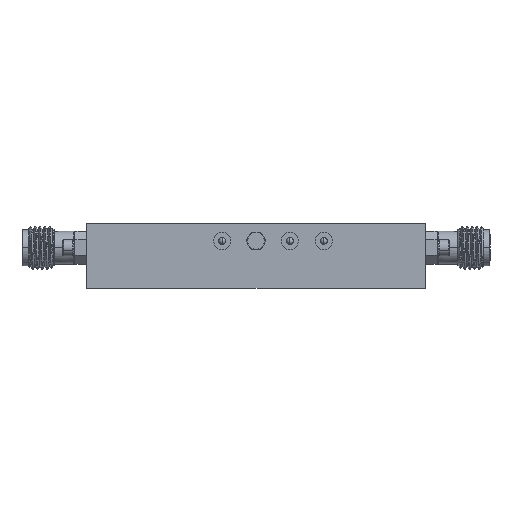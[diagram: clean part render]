
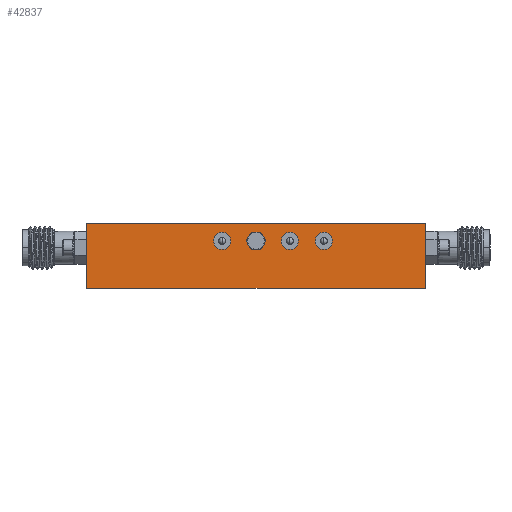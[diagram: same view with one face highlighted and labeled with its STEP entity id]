
A CAD part, front view. The second image highlights one B-rep face of the part: STEP entity #42837.
In plain terms, the highlighted planar face has unit normal (0, -1, 0).
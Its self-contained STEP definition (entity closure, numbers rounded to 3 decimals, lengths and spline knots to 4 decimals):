
#1029 = LINE ( 'NONE', #50160, #65783 ) ;
#1041 = CARTESIAN_POINT ( 'NONE',  ( -0.9843, -0.9843, -0.374 ) ) ;
#1750 = DIRECTION ( 'NONE',  ( 0., 0., -1. ) ) ;
#1997 = DIRECTION ( 'NONE',  ( 0., -1., 0. ) ) ;
#2405 = CIRCLE ( 'NONE', #42573, 0.05 ) ;
#2512 = DIRECTION ( 'NONE',  ( -1., 0., 0. ) ) ;
#3064 = CARTESIAN_POINT ( 'NONE',  ( 0.0289, -0.9843, -0.1484 ) ) ;
#3248 = LINE ( 'NONE', #23839, #51377 ) ;
#3646 = DIRECTION ( 'NONE',  ( -0.5, 0., 0.866 ) ) ;
#4414 = DIRECTION ( 'NONE',  ( 0., 0., -1. ) ) ;
#4939 = VECTOR ( 'NONE', #2512, 39.3701 ) ;
#6420 = DIRECTION ( 'NONE',  ( 1., 0., 0. ) ) ;
#6535 = CARTESIAN_POINT ( 'NONE',  ( 0.9843, -0.9843, -0.374 ) ) ;
#6546 = ORIENTED_EDGE ( 'NONE', *, *, #30638, .F. ) ;
#6906 = LINE ( 'NONE', #57428, #4939 ) ;
#7039 = EDGE_LOOP ( 'NONE', ( #76132, #36821, #36075, #7529, #6546, #51466 ) ) ;
#7529 = ORIENTED_EDGE ( 'NONE', *, *, #11213, .F. ) ;
#7840 = VECTOR ( 'NONE', #16703, 39.3701 ) ;
#8333 = CARTESIAN_POINT ( 'NONE',  ( -0.0289, -0.9843, -0.0484 ) ) ;
#9603 = CARTESIAN_POINT ( 'NONE',  ( -0.0289, -0.9843, -0.1484 ) ) ;
#9642 = LINE ( 'NONE', #32337, #70443 ) ;
#10157 = AXIS2_PLACEMENT_3D ( 'NONE', #78664, #79743, #48248 ) ;
#11109 = EDGE_LOOP ( 'NONE', ( #22139, #39395 ) ) ;
#11213 = EDGE_CURVE ( 'NONE', #72030, #74801, #6906, .T. ) ;
#11456 = DIRECTION ( 'NONE',  ( 0., -1., 0. ) ) ;
#12242 = VERTEX_POINT ( 'NONE', #21525 ) ;
#12546 = CARTESIAN_POINT ( 'NONE',  ( 0.1969, -0.9843, -0.1484 ) ) ;
#12567 = CARTESIAN_POINT ( 'NONE',  ( -0.1969, -0.9843, -0.0984 ) ) ;
#12834 = CARTESIAN_POINT ( 'NONE',  ( 0.3937, -0.9843, -0.0484 ) ) ;
#13241 = CARTESIAN_POINT ( 'NONE',  ( 0.1969, -0.9843, -0.0484 ) ) ;
#13798 = CIRCLE ( 'NONE', #35855, 0.05 ) ;
#14759 = CARTESIAN_POINT ( 'NONE',  ( -0.1969, -0.9843, -0.0484 ) ) ;
#15292 = EDGE_CURVE ( 'NONE', #52663, #49891, #48509, .T. ) ;
#16380 = VERTEX_POINT ( 'NONE', #43160 ) ;
#16434 = DIRECTION ( 'NONE',  ( 0., -1., 0. ) ) ;
#16500 = EDGE_LOOP ( 'NONE', ( #69711, #74811, #71227, #16911 ) ) ;
#16669 = VERTEX_POINT ( 'NONE', #3064 ) ;
#16703 = DIRECTION ( 'NONE',  ( -0.5, 0., -0.866 ) ) ;
#16911 = ORIENTED_EDGE ( 'NONE', *, *, #74547, .T. ) ;
#17028 = CARTESIAN_POINT ( 'NONE',  ( -0.9843, -0.9843, -0.374 ) ) ;
#17535 = VERTEX_POINT ( 'NONE', #12546 ) ;
#18483 = EDGE_CURVE ( 'NONE', #56254, #17535, #13798, .T. ) ;
#19400 = CARTESIAN_POINT ( 'NONE',  ( 0.0289, -0.9843, -0.0484 ) ) ;
#19691 = DIRECTION ( 'NONE',  ( 0., 0., 1. ) ) ;
#21525 = CARTESIAN_POINT ( 'NONE',  ( 0.0577, -0.9843, -0.0984 ) ) ;
#22139 = ORIENTED_EDGE ( 'NONE', *, *, #15292, .F. ) ;
#22854 = VECTOR ( 'NONE', #6420, 39.3701 ) ;
#23337 = ORIENTED_EDGE ( 'NONE', *, *, #34478, .F. ) ;
#23839 = CARTESIAN_POINT ( 'NONE',  ( -0.0289, -0.9843, -0.1484 ) ) ;
#24399 = DIRECTION ( 'NONE',  ( 1., 0., 0. ) ) ;
#24815 = CARTESIAN_POINT ( 'NONE',  ( 0.1969, -0.9843, -0.0984 ) ) ;
#25472 = EDGE_CURVE ( 'NONE', #74801, #16380, #69682, .T. ) ;
#26703 = VECTOR ( 'NONE', #19691, 39.3701 ) ;
#28590 = AXIS2_PLACEMENT_3D ( 'NONE', #79517, #67739, #4414 ) ;
#28948 = FACE_BOUND ( 'NONE', #32537, .T. ) ;
#29039 = CARTESIAN_POINT ( 'NONE',  ( -0.1969, -0.9843, -0.0984 ) ) ;
#30114 = CARTESIAN_POINT ( 'NONE',  ( -0.0289, -0.9843, -0.0484 ) ) ;
#30638 = EDGE_CURVE ( 'NONE', #12242, #72030, #39611, .T. ) ;
#30682 = VERTEX_POINT ( 'NONE', #17028 ) ;
#31155 = DIRECTION ( 'NONE',  ( 0., 0., -1. ) ) ;
#31900 = AXIS2_PLACEMENT_3D ( 'NONE', #73429, #16434, #79214 ) ;
#32337 = CARTESIAN_POINT ( 'NONE',  ( -0.0577, -0.9843, -0.0984 ) ) ;
#32537 = EDGE_LOOP ( 'NONE', ( #79849, #61581 ) ) ;
#32604 = CIRCLE ( 'NONE', #56423, 0.05 ) ;
#32616 = LINE ( 'NONE', #6535, #26703 ) ;
#32819 = DIRECTION ( 'NONE',  ( 0., 0., 1. ) ) ;
#32892 = VERTEX_POINT ( 'NONE', #12834 ) ;
#33635 = LINE ( 'NONE', #37658, #22854 ) ;
#34478 = EDGE_CURVE ( 'NONE', #39445, #32892, #39531, .T. ) ;
#35615 = DIRECTION ( 'NONE',  ( 0., -1., 0. ) ) ;
#35855 = AXIS2_PLACEMENT_3D ( 'NONE', #24815, #11456, #31155 ) ;
#36075 = ORIENTED_EDGE ( 'NONE', *, *, #25472, .F. ) ;
#36126 = VECTOR ( 'NONE', #32819, 39.3701 ) ;
#36189 = PLANE ( 'NONE',  #28590 ) ;
#36556 = CIRCLE ( 'NONE', #10157, 0.05 ) ;
#36821 = ORIENTED_EDGE ( 'NONE', *, *, #58229, .F. ) ;
#37658 = CARTESIAN_POINT ( 'NONE',  ( -0.9843, -0.9843, 0. ) ) ;
#39395 = ORIENTED_EDGE ( 'NONE', *, *, #64897, .F. ) ;
#39445 = VERTEX_POINT ( 'NONE', #59462 ) ;
#39531 = CIRCLE ( 'NONE', #31900, 0.05 ) ;
#39611 = LINE ( 'NONE', #66430, #78897 ) ;
#42543 = LINE ( 'NONE', #55660, #50458 ) ;
#42573 = AXIS2_PLACEMENT_3D ( 'NONE', #71073, #1997, #1750 ) ;
#42837 = ADVANCED_FACE ( 'NONE', ( #28948, #61334, #75036, #66283, #45689 ), #36189, .T. ) ;
#43082 = AXIS2_PLACEMENT_3D ( 'NONE', #29039, #35615, #79504 ) ;
#43160 = CARTESIAN_POINT ( 'NONE',  ( -0.0577, -0.9843, -0.0984 ) ) ;
#44672 = EDGE_CURVE ( 'NONE', #46090, #16669, #3248, .T. ) ;
#45311 = VERTEX_POINT ( 'NONE', #51558 ) ;
#45689 = FACE_BOUND ( 'NONE', #7039, .T. ) ;
#46090 = VERTEX_POINT ( 'NONE', #9603 ) ;
#48248 = DIRECTION ( 'NONE',  ( 0., 0., -1. ) ) ;
#48509 = CIRCLE ( 'NONE', #43082, 0.05 ) ;
#49502 = CARTESIAN_POINT ( 'NONE',  ( 0.9843, -0.9843, 0. ) ) ;
#49891 = VERTEX_POINT ( 'NONE', #14759 ) ;
#50160 = CARTESIAN_POINT ( 'NONE',  ( 0.0289, -0.9843, -0.1484 ) ) ;
#50458 = VECTOR ( 'NONE', #75291, 39.3701 ) ;
#50603 = VERTEX_POINT ( 'NONE', #72937 ) ;
#51377 = VECTOR ( 'NONE', #24399, 39.3701 ) ;
#51466 = ORIENTED_EDGE ( 'NONE', *, *, #77481, .F. ) ;
#51558 = CARTESIAN_POINT ( 'NONE',  ( -0.9843, -0.9843, 0. ) ) ;
#52663 = VERTEX_POINT ( 'NONE', #61863 ) ;
#55660 = CARTESIAN_POINT ( 'NONE',  ( -0.9843, -0.9843, -0.374 ) ) ;
#55954 = DIRECTION ( 'NONE',  ( 0.5, 0., 0.866 ) ) ;
#56254 = VERTEX_POINT ( 'NONE', #13241 ) ;
#56423 = AXIS2_PLACEMENT_3D ( 'NONE', #12567, #80578, #61680 ) ;
#57428 = CARTESIAN_POINT ( 'NONE',  ( 0.0289, -0.9843, -0.0484 ) ) ;
#58229 = EDGE_CURVE ( 'NONE', #16380, #46090, #9642, .T. ) ;
#59462 = CARTESIAN_POINT ( 'NONE',  ( 0.3937, -0.9843, -0.1484 ) ) ;
#60721 = LINE ( 'NONE', #1041, #36126 ) ;
#61334 = FACE_BOUND ( 'NONE', #75710, .T. ) ;
#61581 = ORIENTED_EDGE ( 'NONE', *, *, #18483, .F. ) ;
#61680 = DIRECTION ( 'NONE',  ( 0., 0., -1. ) ) ;
#61863 = CARTESIAN_POINT ( 'NONE',  ( -0.1969, -0.9843, -0.1484 ) ) ;
#62180 = ORIENTED_EDGE ( 'NONE', *, *, #72643, .F. ) ;
#64897 = EDGE_CURVE ( 'NONE', #49891, #52663, #32604, .T. ) ;
#65783 = VECTOR ( 'NONE', #55954, 39.3701 ) ;
#66283 = FACE_OUTER_BOUND ( 'NONE', #16500, .T. ) ;
#66430 = CARTESIAN_POINT ( 'NONE',  ( 0.0577, -0.9843, -0.0984 ) ) ;
#67739 = DIRECTION ( 'NONE',  ( 0., -1., 0. ) ) ;
#69682 = LINE ( 'NONE', #30114, #7840 ) ;
#69711 = ORIENTED_EDGE ( 'NONE', *, *, #74066, .F. ) ;
#70443 = VECTOR ( 'NONE', #76197, 39.3701 ) ;
#71073 = CARTESIAN_POINT ( 'NONE',  ( 0.3937, -0.9843, -0.0984 ) ) ;
#71227 = ORIENTED_EDGE ( 'NONE', *, *, #73544, .T. ) ;
#72030 = VERTEX_POINT ( 'NONE', #19400 ) ;
#72643 = EDGE_CURVE ( 'NONE', #32892, #39445, #2405, .T. ) ;
#72937 = CARTESIAN_POINT ( 'NONE',  ( 0.9843, -0.9843, -0.374 ) ) ;
#73429 = CARTESIAN_POINT ( 'NONE',  ( 0.3937, -0.9843, -0.0984 ) ) ;
#73544 = EDGE_CURVE ( 'NONE', #30682, #50603, #42543, .T. ) ;
#74066 = EDGE_CURVE ( 'NONE', #45311, #80021, #33635, .T. ) ;
#74547 = EDGE_CURVE ( 'NONE', #50603, #80021, #32616, .T. ) ;
#74801 = VERTEX_POINT ( 'NONE', #8333 ) ;
#74811 = ORIENTED_EDGE ( 'NONE', *, *, #79356, .F. ) ;
#75036 = FACE_BOUND ( 'NONE', #11109, .T. ) ;
#75291 = DIRECTION ( 'NONE',  ( 1., 0., 0. ) ) ;
#75327 = EDGE_CURVE ( 'NONE', #17535, #56254, #36556, .T. ) ;
#75710 = EDGE_LOOP ( 'NONE', ( #23337, #62180 ) ) ;
#76132 = ORIENTED_EDGE ( 'NONE', *, *, #44672, .F. ) ;
#76197 = DIRECTION ( 'NONE',  ( 0.5, 0., -0.866 ) ) ;
#77481 = EDGE_CURVE ( 'NONE', #16669, #12242, #1029, .T. ) ;
#78664 = CARTESIAN_POINT ( 'NONE',  ( 0.1969, -0.9843, -0.0984 ) ) ;
#78897 = VECTOR ( 'NONE', #3646, 39.3701 ) ;
#79214 = DIRECTION ( 'NONE',  ( 0., 0., -1. ) ) ;
#79356 = EDGE_CURVE ( 'NONE', #30682, #45311, #60721, .T. ) ;
#79504 = DIRECTION ( 'NONE',  ( 0., 0., -1. ) ) ;
#79517 = CARTESIAN_POINT ( 'NONE',  ( -0.9843, -0.9843, -0.374 ) ) ;
#79743 = DIRECTION ( 'NONE',  ( 0., -1., 0. ) ) ;
#79849 = ORIENTED_EDGE ( 'NONE', *, *, #75327, .F. ) ;
#80021 = VERTEX_POINT ( 'NONE', #49502 ) ;
#80578 = DIRECTION ( 'NONE',  ( 0., -1., 0. ) ) ;
